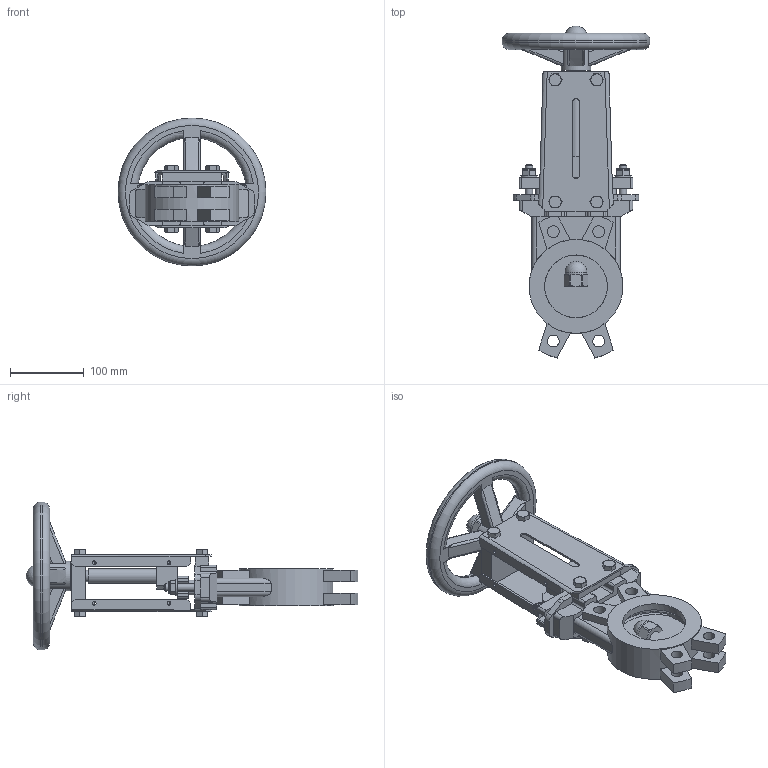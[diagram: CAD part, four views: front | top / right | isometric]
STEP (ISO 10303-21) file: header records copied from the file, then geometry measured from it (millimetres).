
FILE_DESCRIPTION( ( 'Unknown' ), '1' );
FILE_NAME( 'Stoffschieber_DN80.stp', 'Unknown', ( 'Unknown' ), ( 'Unknown' ), 'PSStep 13.0', 'Unknown', ' ' );
FILE_SCHEMA( ( 'AUTOMOTIVE_DESIGN { 1 0 10303 214 1 1 1 1 }' ) );
Length unit declared in the file: millimetre
Products named in the file (3): Assem1; DN80; Sechskant Hutmutter M20
Bounding box: 200 x 448.61 x 200 mm (x, y, z)
Volume: 3316500.9 mm3; surface area: 671488.1 mm2
Topology: 4 solids, 12 shells, 1242 faces, 3350 edges, 2204 vertices
Faces by surface type: plane 706, cylinder 246, cone 148, extrusion 80, bspline 32, torus 28, sphere 2
Full cylindrical faces by diameter (mm): 5 x16, 10 x8, 15 x2, 15.5 x2, 16 x16, 17 x4, 17.294 x2, 17.5 x4, 20 x2, 22 x6, 30 x2, 40 x2, 80 x4, 80.2 x2, 84 x2, 85 x2, 94 x2, 107 x2, 127 x2, 200 x2
Entity records: 27961 total; most frequent: CARTESIAN_POINT 7979, ORIENTED_EDGE 3204, DIRECTION 2833, EDGE_CURVE 1602, VERTEX_POINT 1082, AXIS2_PLACEMENT_3D 952, VECTOR 929, LINE 889
